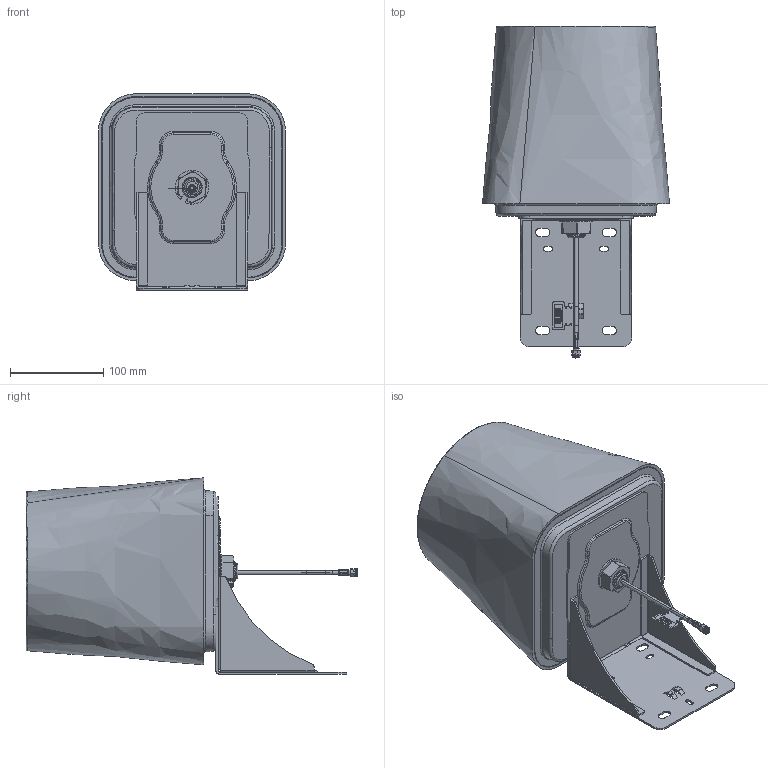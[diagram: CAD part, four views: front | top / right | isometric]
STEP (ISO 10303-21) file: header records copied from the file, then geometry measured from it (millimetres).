
FILE_DESCRIPTION (( 'STEP AP214' ), '1' );
FILE_NAME ('DCN.01.035111_web.STEP', '2020-10-06T02:12:50', ( '' ), ( '' ), 'SwSTEP 2.0', 'SolidWorks 2018', '' );
FILE_SCHEMA (( 'AUTOMOTIVE_DESIGN' ));
Length unit declared in the file: millimetre
Products named in the file (1): DCN.01.035111_web
Bounding box: 200 x 355.1 x 210 mm (x, y, z)
Surface area: 308361.6 mm2 (no closed solid volume)
Topology: 0 solids, 46 shells, 373 faces, 1624 edges, 1284 vertices
Faces by surface type: plane 144, cylinder 138, torus 43, bspline 36, cone 12
Entity records: 34436 total; most frequent: CARTESIAN_POINT 17972, ORIENTED_EDGE 2408, DIRECTION 2273, EDGE_CURVE 1624, VERTEX_POINT 1284, LINE 851, VECTOR 851, AXIS2_PLACEMENT_3D 711
